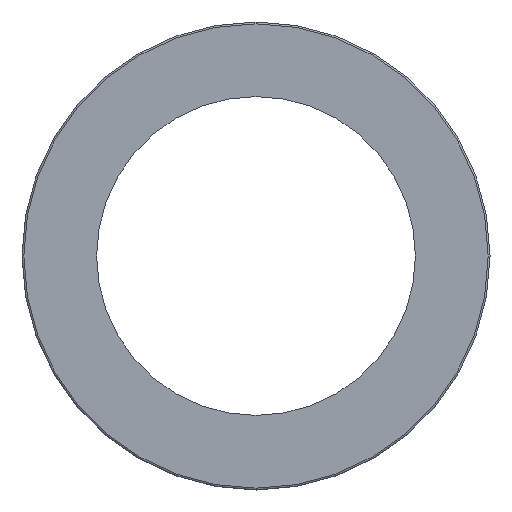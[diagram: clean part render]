
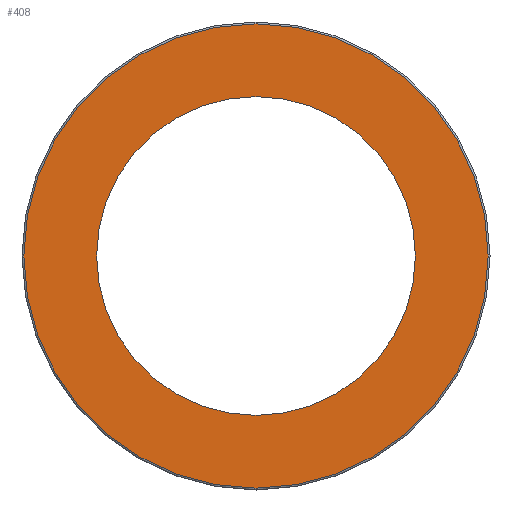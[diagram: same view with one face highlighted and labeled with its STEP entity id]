
A CAD part, front view. The second image highlights one B-rep face of the part: STEP entity #408.
In plain terms, the highlighted planar face has unit normal (0, -1, 0).
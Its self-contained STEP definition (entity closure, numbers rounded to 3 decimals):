
#116 = CIRCLE ( 'NONE', #348, 31.75 ) ;
#153 = PLANE ( 'NONE',  #679 ) ;
#161 = CARTESIAN_POINT ( 'NONE',  ( 21.8, 0., 0. ) ) ;
#199 = EDGE_LOOP ( 'NONE', ( #864, #717 ) ) ;
#225 = CARTESIAN_POINT ( 'NONE',  ( 0., 0., -31.75 ) ) ;
#237 = EDGE_CURVE ( 'NONE', #676, #720, #246, .T. ) ;
#246 = CIRCLE ( 'NONE', #954, 21.8 ) ;
#249 = FACE_OUTER_BOUND ( 'NONE', #833, .T. ) ;
#257 = EDGE_CURVE ( 'NONE', #658, #1127, #116, .T. ) ;
#348 = AXIS2_PLACEMENT_3D ( 'NONE', #439, #601, #608 ) ;
#373 = AXIS2_PLACEMENT_3D ( 'NONE', #738, #464, #1234 ) ;
#408 = ADVANCED_FACE ( 'NONE', ( #453, #249 ), #153, .F. ) ;
#439 = CARTESIAN_POINT ( 'NONE',  ( 0., 0., 0. ) ) ;
#453 = FACE_BOUND ( 'NONE', #199, .T. ) ;
#464 = DIRECTION ( 'NONE',  ( 0., -1., 0. ) ) ;
#482 = DIRECTION ( 'NONE',  ( 0., 1., 0. ) ) ;
#594 = ORIENTED_EDGE ( 'NONE', *, *, #257, .T. ) ;
#601 = DIRECTION ( 'NONE',  ( 0., -1., 0. ) ) ;
#608 = DIRECTION ( 'NONE',  ( 0., 0., 1. ) ) ;
#639 = DIRECTION ( 'NONE',  ( 0., 1., 0. ) ) ;
#655 = DIRECTION ( 'NONE',  ( 0., 0., 1. ) ) ;
#658 = VERTEX_POINT ( 'NONE', #225 ) ;
#676 = VERTEX_POINT ( 'NONE', #1103 ) ;
#679 = AXIS2_PLACEMENT_3D ( 'NONE', #161, #639, #926 ) ;
#717 = ORIENTED_EDGE ( 'NONE', *, *, #1236, .T. ) ;
#720 = VERTEX_POINT ( 'NONE', #805 ) ;
#738 = CARTESIAN_POINT ( 'NONE',  ( 0., 0., 0. ) ) ;
#794 = CARTESIAN_POINT ( 'NONE',  ( 0., 0., 0. ) ) ;
#805 = CARTESIAN_POINT ( 'NONE',  ( 0., 0., 21.8 ) ) ;
#821 = AXIS2_PLACEMENT_3D ( 'NONE', #1113, #838, #655 ) ;
#831 = ORIENTED_EDGE ( 'NONE', *, *, #847, .T. ) ;
#833 = EDGE_LOOP ( 'NONE', ( #831, #594 ) ) ;
#838 = DIRECTION ( 'NONE',  ( 0., 1., 0. ) ) ;
#847 = EDGE_CURVE ( 'NONE', #1127, #658, #1202, .T. ) ;
#864 = ORIENTED_EDGE ( 'NONE', *, *, #237, .T. ) ;
#919 = CIRCLE ( 'NONE', #821, 21.8 ) ;
#926 = DIRECTION ( 'NONE',  ( 0., 0., 1. ) ) ;
#954 = AXIS2_PLACEMENT_3D ( 'NONE', #794, #482, #1055 ) ;
#982 = CARTESIAN_POINT ( 'NONE',  ( 0., 0., 31.75 ) ) ;
#1055 = DIRECTION ( 'NONE',  ( 0., 0., 1. ) ) ;
#1103 = CARTESIAN_POINT ( 'NONE',  ( 0., 0., -21.8 ) ) ;
#1113 = CARTESIAN_POINT ( 'NONE',  ( 0., 0., 0. ) ) ;
#1127 = VERTEX_POINT ( 'NONE', #982 ) ;
#1202 = CIRCLE ( 'NONE', #373, 31.75 ) ;
#1234 = DIRECTION ( 'NONE',  ( 0., 0., 1. ) ) ;
#1236 = EDGE_CURVE ( 'NONE', #720, #676, #919, .T. ) ;
